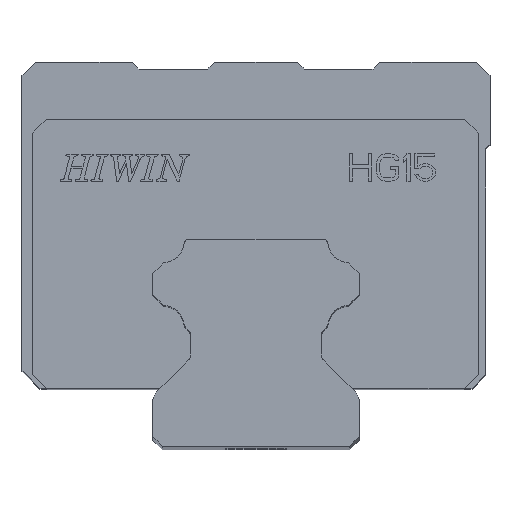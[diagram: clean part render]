
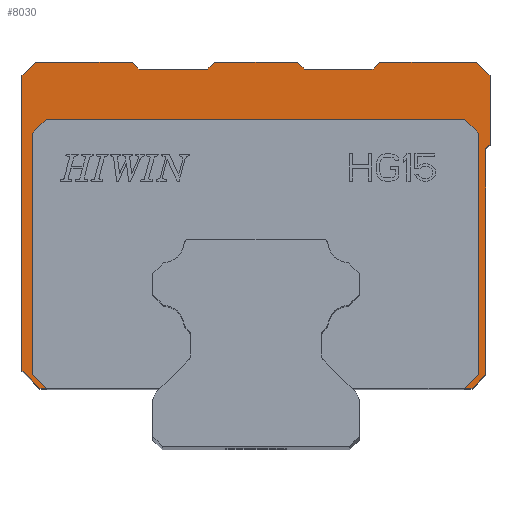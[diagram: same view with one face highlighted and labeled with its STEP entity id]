
A CAD part, top view. The second image highlights one B-rep face of the part: STEP entity #8030.
In plain terms, the highlighted planar face has unit normal (0, 0, 1).
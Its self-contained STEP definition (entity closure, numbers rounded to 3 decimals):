
#2004=DIRECTION('',(0.707,0.707,0.));
#2005=VECTOR('',#2004,1.451);
#2006=CARTESIAN_POINT('',(15.131,-10.7,19.7));
#2007=LINE('',#2006,#2005);
#2008=DIRECTION('',(0.,1.,0.));
#2009=VECTOR('',#2008,17.5);
#2010=CARTESIAN_POINT('',(16.157,-9.674,19.7));
#2011=LINE('',#2010,#2009);
#2012=DIRECTION('',(-0.707,0.707,0.));
#2013=VECTOR('',#2012,1.414);
#2014=CARTESIAN_POINT('',(16.157,7.826,19.7));
#2015=LINE('',#2014,#2013);
#2016=DIRECTION('',(-1.,0.,0.));
#2017=VECTOR('',#2016,30.4);
#2018=CARTESIAN_POINT('',(15.157,8.826,19.7));
#2019=LINE('',#2018,#2017);
#2020=DIRECTION('',(-0.707,-0.707,0.));
#2021=VECTOR('',#2020,1.414);
#2022=CARTESIAN_POINT('',(-15.243,8.826,19.7));
#2023=LINE('',#2022,#2021);
#2024=DIRECTION('',(0.,-1.,0.));
#2025=VECTOR('',#2024,17.5);
#2026=CARTESIAN_POINT('',(-16.243,7.826,19.7));
#2027=LINE('',#2026,#2025);
#2028=DIRECTION('',(0.707,-0.707,0.));
#2029=VECTOR('',#2028,1.451);
#2030=CARTESIAN_POINT('',(-16.243,-9.674,19.7));
#2031=LINE('',#2030,#2029);
#2032=DIRECTION('',(1.,0.,0.));
#2033=VECTOR('',#2032,0.483);
#2034=CARTESIAN_POINT('',(-15.7,-10.7,19.7));
#2035=LINE('',#2034,#2033);
#2036=DIRECTION('',(0.707,-0.707,0.));
#2037=VECTOR('',#2036,1.838);
#2038=CARTESIAN_POINT('',(-17.,-9.4,19.7));
#2039=LINE('',#2038,#2037);
#2040=DIRECTION('',(0.,-1.,0.));
#2041=VECTOR('',#2040,21.4);
#2042=CARTESIAN_POINT('',(-17.,12.,19.7));
#2043=LINE('',#2042,#2041);
#2044=DIRECTION('',(-0.707,-0.707,0.));
#2045=VECTOR('',#2044,1.414);
#2046=CARTESIAN_POINT('',(-16.,13.,19.7));
#2047=LINE('',#2046,#2045);
#2048=DIRECTION('',(-1.,0.,0.));
#2049=VECTOR('',#2048,7.);
#2050=CARTESIAN_POINT('',(-9.,13.,19.7));
#2051=LINE('',#2050,#2049);
#2052=DIRECTION('',(-0.707,0.707,0.));
#2053=VECTOR('',#2052,0.707);
#2054=CARTESIAN_POINT('',(-8.5,12.5,19.7));
#2055=LINE('',#2054,#2053);
#2056=DIRECTION('',(-1.,0.,0.));
#2057=VECTOR('',#2056,5.);
#2058=CARTESIAN_POINT('',(-3.5,12.5,19.7));
#2059=LINE('',#2058,#2057);
#2060=DIRECTION('',(-0.707,-0.707,0.));
#2061=VECTOR('',#2060,0.707);
#2062=CARTESIAN_POINT('',(-3.,13.,19.7));
#2063=LINE('',#2062,#2061);
#2064=DIRECTION('',(-1.,0.,0.));
#2065=VECTOR('',#2064,6.);
#2066=CARTESIAN_POINT('',(3.,13.,19.7));
#2067=LINE('',#2066,#2065);
#2068=DIRECTION('',(-0.707,0.707,0.));
#2069=VECTOR('',#2068,0.707);
#2070=CARTESIAN_POINT('',(3.5,12.5,19.7));
#2071=LINE('',#2070,#2069);
#2072=DIRECTION('',(-1.,0.,0.));
#2073=VECTOR('',#2072,5.);
#2074=CARTESIAN_POINT('',(8.5,12.5,19.7));
#2075=LINE('',#2074,#2073);
#2076=DIRECTION('',(-0.707,-0.707,0.));
#2077=VECTOR('',#2076,0.707);
#2078=CARTESIAN_POINT('',(9.,13.,19.7));
#2079=LINE('',#2078,#2077);
#2080=DIRECTION('',(-1.,0.,0.));
#2081=VECTOR('',#2080,7.);
#2082=CARTESIAN_POINT('',(16.,13.,19.7));
#2083=LINE('',#2082,#2081);
#2084=DIRECTION('',(-0.707,0.707,0.));
#2085=VECTOR('',#2084,1.414);
#2086=CARTESIAN_POINT('',(17.,12.,19.7));
#2087=LINE('',#2086,#2085);
#2088=DIRECTION('',(0.,1.,0.));
#2089=VECTOR('',#2088,5.);
#2090=CARTESIAN_POINT('',(17.,7.,19.7));
#2091=LINE('',#2090,#2089);
#2092=DIRECTION('',(0.707,0.707,0.));
#2093=VECTOR('',#2092,0.424);
#2094=CARTESIAN_POINT('',(16.7,6.7,19.7));
#2095=LINE('',#2094,#2093);
#2096=DIRECTION('',(0.,1.,0.));
#2097=VECTOR('',#2096,16.4);
#2098=CARTESIAN_POINT('',(16.7,-9.7,19.7));
#2099=LINE('',#2098,#2097);
#2100=DIRECTION('',(0.707,0.707,0.));
#2101=VECTOR('',#2100,1.414);
#2102=CARTESIAN_POINT('',(15.7,-10.7,19.7));
#2103=LINE('',#2102,#2101);
#2104=DIRECTION('',(1.,0.,0.));
#2105=VECTOR('',#2104,0.569);
#2106=CARTESIAN_POINT('',(15.131,-10.7,19.7));
#2107=LINE('',#2106,#2105);
#5228=CARTESIAN_POINT('',(15.7,-10.7,19.7));
#5229=CARTESIAN_POINT('',(16.7,-9.7,19.7));
#5230=VERTEX_POINT('',#5228);
#5231=VERTEX_POINT('',#5229);
#5232=CARTESIAN_POINT('',(16.7,6.7,19.7));
#5233=VERTEX_POINT('',#5232);
#5234=CARTESIAN_POINT('',(17.,7.,19.7));
#5235=VERTEX_POINT('',#5234);
#5236=CARTESIAN_POINT('',(17.,12.,19.7));
#5237=VERTEX_POINT('',#5236);
#5238=CARTESIAN_POINT('',(16.,13.,19.7));
#5239=VERTEX_POINT('',#5238);
#5240=CARTESIAN_POINT('',(9.,13.,19.7));
#5241=VERTEX_POINT('',#5240);
#5242=CARTESIAN_POINT('',(8.5,12.5,19.7));
#5243=VERTEX_POINT('',#5242);
#5244=CARTESIAN_POINT('',(3.5,12.5,19.7));
#5245=VERTEX_POINT('',#5244);
#5246=CARTESIAN_POINT('',(3.,13.,19.7));
#5247=VERTEX_POINT('',#5246);
#5248=CARTESIAN_POINT('',(-3.,13.,19.7));
#5249=VERTEX_POINT('',#5248);
#5250=CARTESIAN_POINT('',(-3.5,12.5,19.7));
#5251=VERTEX_POINT('',#5250);
#5252=CARTESIAN_POINT('',(-8.5,12.5,19.7));
#5253=VERTEX_POINT('',#5252);
#5254=CARTESIAN_POINT('',(-9.,13.,19.7));
#5255=VERTEX_POINT('',#5254);
#5256=CARTESIAN_POINT('',(-16.,13.,19.7));
#5257=VERTEX_POINT('',#5256);
#5258=CARTESIAN_POINT('',(-17.,12.,19.7));
#5259=VERTEX_POINT('',#5258);
#5260=CARTESIAN_POINT('',(-17.,-9.4,19.7));
#5261=VERTEX_POINT('',#5260);
#5262=CARTESIAN_POINT('',(-15.7,-10.7,19.7));
#5263=VERTEX_POINT('',#5262);
#5336=CARTESIAN_POINT('',(15.131,-10.7,19.7));
#5337=CARTESIAN_POINT('',(16.157,-9.674,19.7));
#5338=VERTEX_POINT('',#5336);
#5339=VERTEX_POINT('',#5337);
#5340=CARTESIAN_POINT('',(16.157,7.826,19.7));
#5341=VERTEX_POINT('',#5340);
#5342=CARTESIAN_POINT('',(15.157,8.826,19.7));
#5343=VERTEX_POINT('',#5342);
#5344=CARTESIAN_POINT('',(-15.243,8.826,19.7));
#5345=VERTEX_POINT('',#5344);
#5346=CARTESIAN_POINT('',(-16.243,7.826,19.7));
#5347=VERTEX_POINT('',#5346);
#5348=CARTESIAN_POINT('',(-16.243,-9.674,19.7));
#5349=VERTEX_POINT('',#5348);
#5350=CARTESIAN_POINT('',(-15.217,-10.7,19.7));
#5351=VERTEX_POINT('',#5350);
#7974=CARTESIAN_POINT('',(0.,0.,19.7));
#7975=DIRECTION('',(0.,0.,1.));
#7976=DIRECTION('',(1.,0.,0.));
#7977=AXIS2_PLACEMENT_3D('',#7974,#7975,#7976);
#7978=PLANE('',#7977);
#7980=ORIENTED_EDGE('',*,*,#7979,.T.);
#7982=ORIENTED_EDGE('',*,*,#7981,.T.);
#7984=ORIENTED_EDGE('',*,*,#7983,.T.);
#7986=ORIENTED_EDGE('',*,*,#7985,.T.);
#7988=ORIENTED_EDGE('',*,*,#7987,.T.);
#7990=ORIENTED_EDGE('',*,*,#7989,.T.);
#7991=ORIENTED_EDGE('',*,*,#7965,.T.);
#7992=ORIENTED_EDGE('',*,*,#6750,.F.);
#7994=ORIENTED_EDGE('',*,*,#7993,.F.);
#7996=ORIENTED_EDGE('',*,*,#7995,.F.);
#7998=ORIENTED_EDGE('',*,*,#7997,.F.);
#8000=ORIENTED_EDGE('',*,*,#7999,.F.);
#8002=ORIENTED_EDGE('',*,*,#8001,.F.);
#8004=ORIENTED_EDGE('',*,*,#8003,.F.);
#8006=ORIENTED_EDGE('',*,*,#8005,.F.);
#8008=ORIENTED_EDGE('',*,*,#8007,.F.);
#8010=ORIENTED_EDGE('',*,*,#8009,.F.);
#8012=ORIENTED_EDGE('',*,*,#8011,.F.);
#8014=ORIENTED_EDGE('',*,*,#8013,.F.);
#8016=ORIENTED_EDGE('',*,*,#8015,.F.);
#8018=ORIENTED_EDGE('',*,*,#8017,.F.);
#8020=ORIENTED_EDGE('',*,*,#8019,.F.);
#8022=ORIENTED_EDGE('',*,*,#8021,.F.);
#8024=ORIENTED_EDGE('',*,*,#8023,.F.);
#8026=ORIENTED_EDGE('',*,*,#8025,.F.);
#8027=ORIENTED_EDGE('',*,*,#7178,.F.);
#8028=EDGE_LOOP('',(#7980,#7982,#7984,#7986,#7988,#7990,#7991,#7992,#7994,#7996,
#7998,#8000,#8002,#8004,#8006,#8008,#8010,#8012,#8014,#8016,#8018,#8020,#8022,
#8024,#8026,#8027));
#8029=FACE_OUTER_BOUND('',#8028,.F.);
#8030=ADVANCED_FACE('',(#8029),#7978,.T.);
#6750=EDGE_CURVE('',#5263,#5351,#2035,.T.);
#7178=EDGE_CURVE('',#5338,#5230,#2107,.T.);
#7965=EDGE_CURVE('',#5349,#5351,#2031,.T.);
#7979=EDGE_CURVE('',#5338,#5339,#2007,.T.);
#7981=EDGE_CURVE('',#5339,#5341,#2011,.T.);
#7983=EDGE_CURVE('',#5341,#5343,#2015,.T.);
#7985=EDGE_CURVE('',#5343,#5345,#2019,.T.);
#7987=EDGE_CURVE('',#5345,#5347,#2023,.T.);
#7989=EDGE_CURVE('',#5347,#5349,#2027,.T.);
#7993=EDGE_CURVE('',#5261,#5263,#2039,.T.);
#7995=EDGE_CURVE('',#5259,#5261,#2043,.T.);
#7997=EDGE_CURVE('',#5257,#5259,#2047,.T.);
#7999=EDGE_CURVE('',#5255,#5257,#2051,.T.);
#8001=EDGE_CURVE('',#5253,#5255,#2055,.T.);
#8003=EDGE_CURVE('',#5251,#5253,#2059,.T.);
#8005=EDGE_CURVE('',#5249,#5251,#2063,.T.);
#8007=EDGE_CURVE('',#5247,#5249,#2067,.T.);
#8009=EDGE_CURVE('',#5245,#5247,#2071,.T.);
#8011=EDGE_CURVE('',#5243,#5245,#2075,.T.);
#8013=EDGE_CURVE('',#5241,#5243,#2079,.T.);
#8015=EDGE_CURVE('',#5239,#5241,#2083,.T.);
#8017=EDGE_CURVE('',#5237,#5239,#2087,.T.);
#8019=EDGE_CURVE('',#5235,#5237,#2091,.T.);
#8021=EDGE_CURVE('',#5233,#5235,#2095,.T.);
#8023=EDGE_CURVE('',#5231,#5233,#2099,.T.);
#8025=EDGE_CURVE('',#5230,#5231,#2103,.T.);
